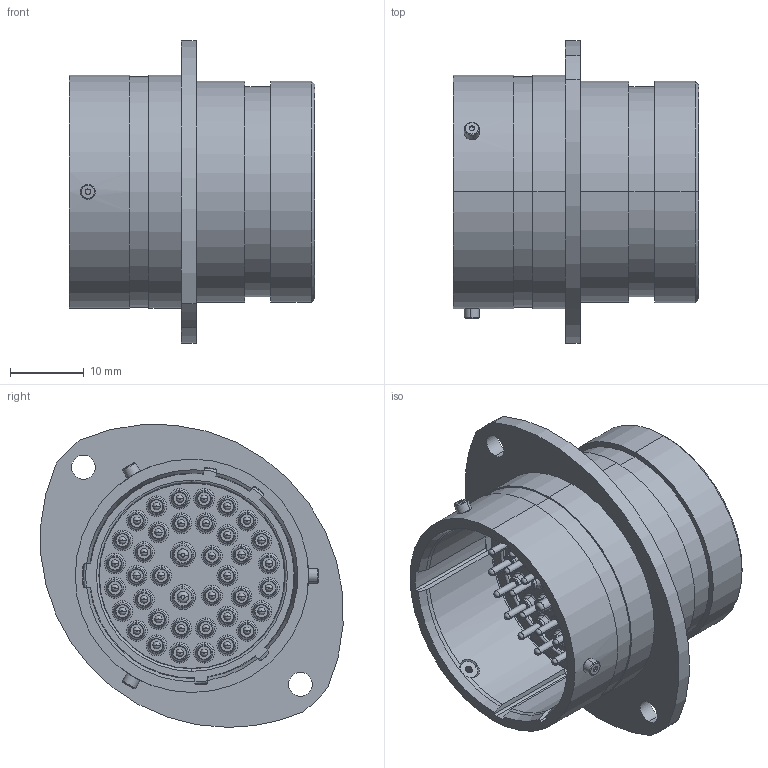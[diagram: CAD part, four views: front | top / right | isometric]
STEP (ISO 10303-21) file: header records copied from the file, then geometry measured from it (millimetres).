
FILE_DESCRIPTION (( 'STEP AP214' ), '1' );
FILE_NAME ('AS020-39PN.STEP', '2019-08-27T14:08:05', ( 'TE Connectivity' ), ( 'TE Connectivity' ), 'SwSTEP 2.0', 'SolidWorks 2016', '' );
FILE_SCHEMA (( 'AUTOMOTIVE_DESIGN' ));
Length unit declared in the file: millimetre
Products named in the file (1): AS020-39PN
Bounding box: 33.31 x 40.96 x 41.04 mm (x, y, z)
Volume: 15231.4 mm3; surface area: 16746 mm2
Topology: 49 solids, 49 shells, 2090 faces, 4404 edges, 2499 vertices
Faces by surface type: torus 726, cylinder 654, cone 488, plane 210, sphere 12
Entity records: 80245 total; most frequent: DIRECTION 11731, CARTESIAN_POINT 9274, ORIENTED_EDGE 8796, AXIS2_PLACEMENT_3D 5280, EDGE_CURVE 4398, CIRCLE 3189, VERTEX_POINT 2499, EDGE_LOOP 2433
